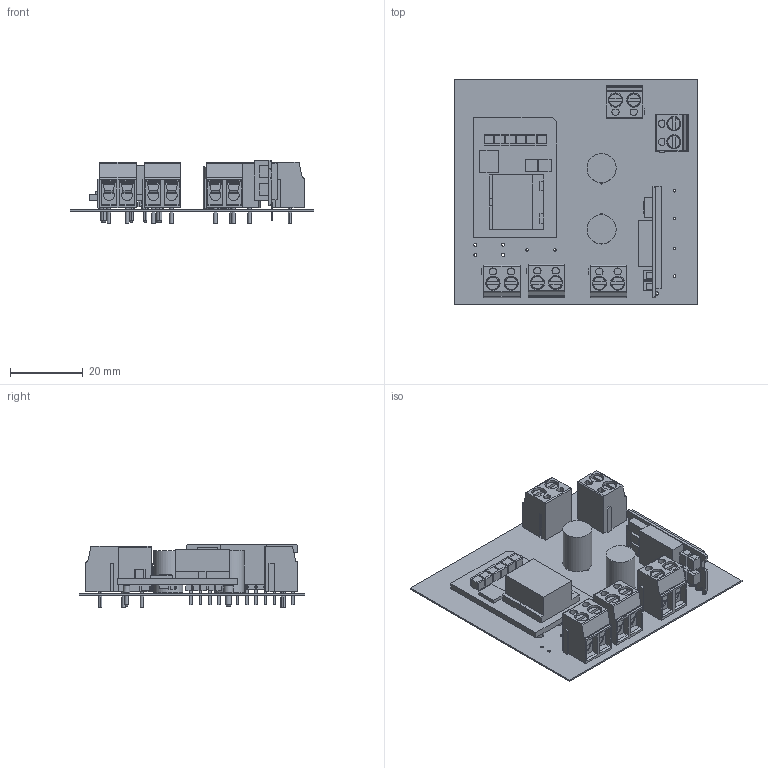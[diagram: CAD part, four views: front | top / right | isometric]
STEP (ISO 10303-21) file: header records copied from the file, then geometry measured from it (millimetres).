
FILE_DESCRIPTION(('Open CASCADE Model'),'2;1');
FILE_NAME('Open CASCADE Shape Model','2021-04-23T16:21:42',('Author'),( 'Open CASCADE'),'Open CASCADE STEP processor 6.8','Open CASCADE 6.8' ,'Unknown');
FILE_SCHEMA(('AUTOMOTIVE_DESIGN { 1 0 10303 214 1 1 1 1 }'));
Products named in the file (1): PCB
Bounding box: 66.85 x 61.88 x 17.49 mm (x, y, z)
Volume: 4304.5 mm3; surface area: 19211 mm2
Topology: 30 solids, 600 shells, 1471 faces, 5099 edges, 4304 vertices
Faces by surface type: plane 1043, cylinder 324, torus 70, cone 34
Full cylindrical faces by diameter (mm): 0.7 x10, 0.85 x4, 1.2 x12, 1.274 x5, 1.3 x10, 1.824 x2, 8 x2
Entity records: 60695 total; most frequent: CARTESIAN_POINT 12163, DIRECTION 8873, ORIENTED_EDGE 7410, EDGE_CURVE 5099, VERTEX_POINT 4304, LINE 3757, VECTOR 3757, AXIS2_PLACEMENT_3D 2558
